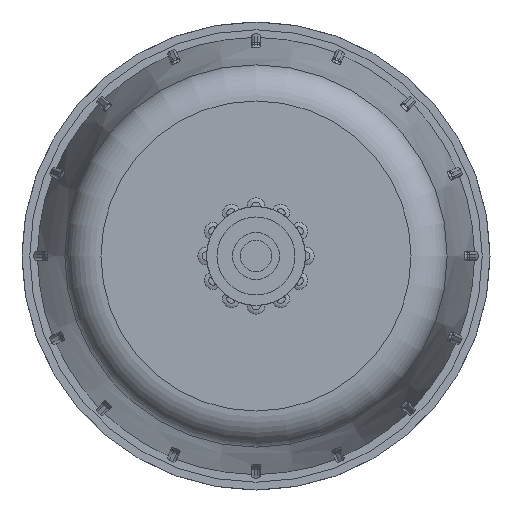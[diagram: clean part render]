
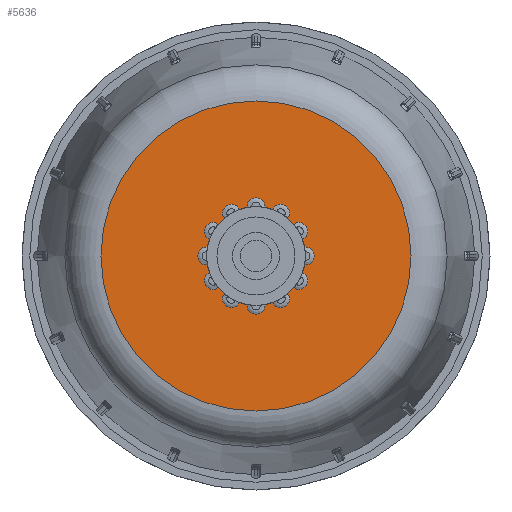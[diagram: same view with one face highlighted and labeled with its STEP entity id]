
A CAD part, left-side view. The second image highlights one B-rep face of the part: STEP entity #5636.
In plain terms, the highlighted planar face has unit normal (-1, 0, 0).
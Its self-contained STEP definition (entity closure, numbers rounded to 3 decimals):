
#180=FACE_BOUND('',#1776,.T.);
#338=PLANE('',#6273);
#1449=FACE_OUTER_BOUND('',#1775,.T.);
#1775=EDGE_LOOP('',(#5091));
#1776=EDGE_LOOP('',(#5092));
#1848=CIRCLE('',#5762,9.);
#2045=CIRCLE('',#6274,29.818);
#2235=VERTEX_POINT('',#8721);
#2688=VERTEX_POINT('',#11287);
#2813=EDGE_CURVE('',#2235,#2235,#1848,.T.);
#3522=EDGE_CURVE('',#2688,#2688,#2045,.T.);
#5091=ORIENTED_EDGE('',*,*,#3522,.F.);
#5092=ORIENTED_EDGE('',*,*,#2813,.T.);
#5636=ADVANCED_FACE('',(#1449,#180),#338,.T.);
#5762=AXIS2_PLACEMENT_3D('',#8723,#6517,#6518);
#6273=AXIS2_PLACEMENT_3D('',#11286,#7857,#7858);
#6274=AXIS2_PLACEMENT_3D('',#11288,#7859,#7860);
#6517=DIRECTION('center_axis',(1.,0.,0.));
#6518=DIRECTION('ref_axis',(0.,0.,1.));
#7857=DIRECTION('center_axis',(-1.,0.,0.));
#7858=DIRECTION('ref_axis',(0.,0.,1.));
#7859=DIRECTION('center_axis',(1.,0.,0.));
#7860=DIRECTION('ref_axis',(0.,0.,-1.));
#8721=CARTESIAN_POINT('',(-163.,0.,-9.));
#8723=CARTESIAN_POINT('Origin',(-163.,0.,0.));
#11286=CARTESIAN_POINT('Origin',(-163.,29.818,0.));
#11287=CARTESIAN_POINT('',(-163.,0.,29.818));
#11288=CARTESIAN_POINT('Origin',(-163.,0.,0.));
